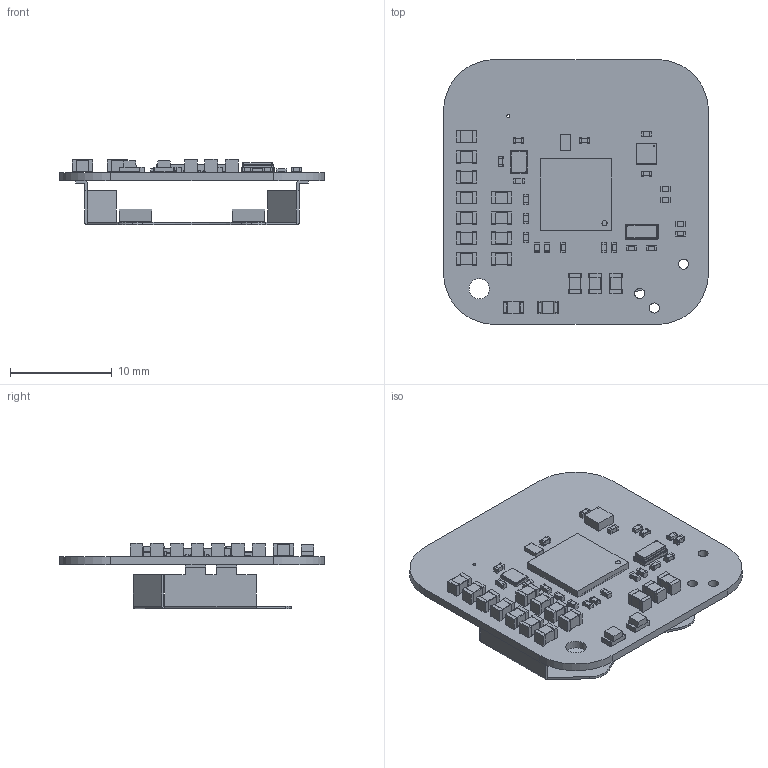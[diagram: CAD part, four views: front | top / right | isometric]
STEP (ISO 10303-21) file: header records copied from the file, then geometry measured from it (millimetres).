
FILE_DESCRIPTION(('KiCad electronic assembly'),'2;1');
FILE_NAME('OpenTag_noTracks.step','2024-11-21T13:34:30',('Pcbnew'),( 'Kicad'),'Open CASCADE STEP processor 7.8','KiCad to STEP converter' ,'Unknown');
FILE_SCHEMA(('AUTOMOTIVE_DESIGN { 1 0 10303 214 1 1 1 1 }'));
Length unit declared in the file: millimetre
Products named in the file (22): OpenTag_noTracks 1; C_0805_2012Metric; C_0402_1005Metric; Crystal_SMD_TXC_7M-4Pin_3.2x2.5mm_HandSoldering; LED_0805_2012Metric; R_0402_1005Metric; MLPF-WB55-01E3; QFN_BMA400_BOS; part; QFN-48-1EP_7x7mm_P0.5mm_EP5.15x5.15mm; QFN-48-1EP_7x7mm_Pitch0.5mm; Crystal_SMD_3215-2Pin_3.2x1.5mm; BAT-HLD-001; root; OpenTag_PCB
Assembly tree (53 placements, depth 3):
  OpenTag_noTracks 1
    C_0805_2012Metric  x14
      C_0805_2012Metric
    C_0402_1005Metric  x15
      C_0402_1005Metric
    Crystal_SMD_TXC_7M-4Pin_3.2x2.5mm_HandSoldering
      Crystal_SMD_TXC_7M-4Pin_3.2x2.5mm_HandSoldering
    LED_0805_2012Metric  x2
      LED_0805_2012Metric
    R_0402_1005Metric  x5
      R_0402_1005Metric
    MLPF-WB55-01E3
      MLPF-WB55-01E3
    QFN_BMA400_BOS
      part
    QFN-48-1EP_7x7mm_P0.5mm_EP5.15x5.15mm
      QFN-48-1EP_7x7mm_Pitch0.5mm
    Crystal_SMD_3215-2Pin_3.2x1.5mm
      Crystal_SMD_3215-2Pin_3.2x1.5mm
    BAT-HLD-001
      root
    OpenTag_PCB
Bounding box: 26 x 26 x 6.4 mm (x, y, z)
Volume: 703.2 mm3; surface area: 2561 mm2
Topology: 63 solids, 63 shells, 1813 faces, 4696 edges, 3080 vertices
Faces by surface type: plane 1199, cylinder 546, torus 36, bspline 32
Full cylindrical faces by diameter (mm): 0.1 x1, 0.3 x1, 0.5 x1, 0.991 x3, 2 x1
Entity records: 33593 total; most frequent: CARTESIAN_POINT 5283, ORIENTED_EDGE 4694, DIRECTION 4512, EDGE_CURVE 2347, LINE 1862, VECTOR 1862, VERTEX_POINT 1522, AXIS2_PLACEMENT_3D 1325
